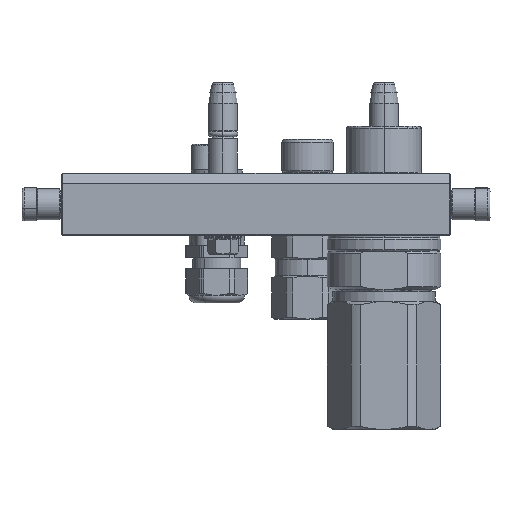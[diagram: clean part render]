
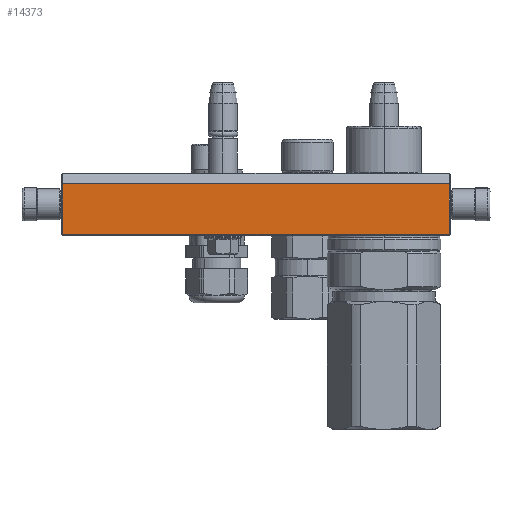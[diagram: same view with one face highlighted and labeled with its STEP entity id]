
A CAD part, left-side view. The second image highlights one B-rep face of the part: STEP entity #14373.
In plain terms, the highlighted face is planar.
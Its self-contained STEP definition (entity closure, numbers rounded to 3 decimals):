
#2833 = VECTOR ( 'NONE', #14004, 1000. ) ;
#4428 = VECTOR ( 'NONE', #56483, 1000. ) ;
#5805 = DIRECTION ( 'NONE',  ( -1., 0., 0. ) ) ;
#7522 = VERTEX_POINT ( 'NONE', #37425 ) ;
#8030 = VECTOR ( 'NONE', #25864, 1000. ) ;
#9083 = ORIENTED_EDGE ( 'NONE', *, *, #35653, .T. ) ;
#9596 = VERTEX_POINT ( 'NONE', #51400 ) ;
#9871 = ORIENTED_EDGE ( 'NONE', *, *, #45096, .F. ) ;
#13986 = LINE ( 'NONE', #31439, #51657 ) ;
#14004 = DIRECTION ( 'NONE',  ( 0., 1., 0. ) ) ;
#14373 = ADVANCED_FACE ( 'NONE', ( #16225 ), #29738, .T. ) ;
#14898 = LINE ( 'NONE', #32585, #4428 ) ;
#15746 = ORIENTED_EDGE ( 'NONE', *, *, #22726, .F. ) ;
#16225 = FACE_OUTER_BOUND ( 'NONE', #42943, .T. ) ;
#22726 = EDGE_CURVE ( 'NONE', #25147, #9596, #14898, .T. ) ;
#24473 = CARTESIAN_POINT ( 'NONE',  ( 93.5, 5., -45. ) ) ;
#25147 = VERTEX_POINT ( 'NONE', #31764 ) ;
#25864 = DIRECTION ( 'NONE',  ( -1., 0., 0. ) ) ;
#26065 = CARTESIAN_POINT ( 'NONE',  ( 93.5, 5., -45. ) ) ;
#28327 = LINE ( 'NONE', #26065, #8030 ) ;
#29738 = PLANE ( 'NONE',  #37921 ) ;
#31439 = CARTESIAN_POINT ( 'NONE',  ( -93.5, 5., -45. ) ) ;
#31639 = DIRECTION ( 'NONE',  ( 0., 1., 0. ) ) ;
#31764 = CARTESIAN_POINT ( 'NONE',  ( 93.5, 29.5, -45. ) ) ;
#32585 = CARTESIAN_POINT ( 'NONE',  ( 93.5, 29.5, -45. ) ) ;
#34748 = DIRECTION ( 'NONE',  ( 0., 0., -1. ) ) ;
#35653 = EDGE_CURVE ( 'NONE', #52416, #7522, #28327, .T. ) ;
#37425 = CARTESIAN_POINT ( 'NONE',  ( -93.5, 5., -45. ) ) ;
#37921 = AXIS2_PLACEMENT_3D ( 'NONE', #49709, #34748, #5805 ) ;
#42009 = ORIENTED_EDGE ( 'NONE', *, *, #58797, .T. ) ;
#42943 = EDGE_LOOP ( 'NONE', ( #42009, #15746, #9871, #9083 ) ) ;
#43419 = CARTESIAN_POINT ( 'NONE',  ( 93.5, 5., -45. ) ) ;
#45096 = EDGE_CURVE ( 'NONE', #52416, #25147, #55541, .T. ) ;
#49709 = CARTESIAN_POINT ( 'NONE',  ( 94., 0., -45. ) ) ;
#51400 = CARTESIAN_POINT ( 'NONE',  ( -93.5, 29.5, -45. ) ) ;
#51657 = VECTOR ( 'NONE', #31639, 1000. ) ;
#52416 = VERTEX_POINT ( 'NONE', #24473 ) ;
#55541 = LINE ( 'NONE', #43419, #2833 ) ;
#56483 = DIRECTION ( 'NONE',  ( -1., 0., 0. ) ) ;
#58797 = EDGE_CURVE ( 'NONE', #7522, #9596, #13986, .T. ) ;
